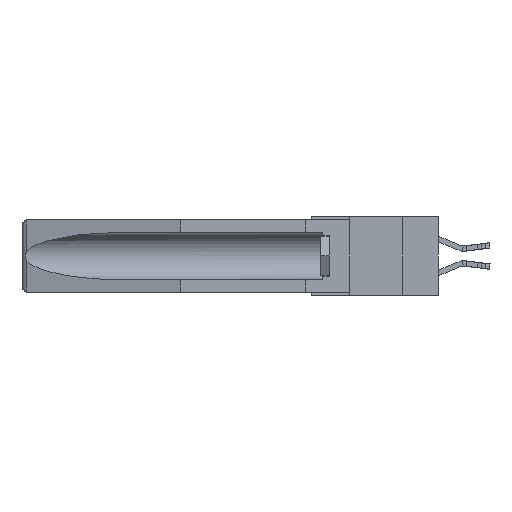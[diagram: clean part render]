
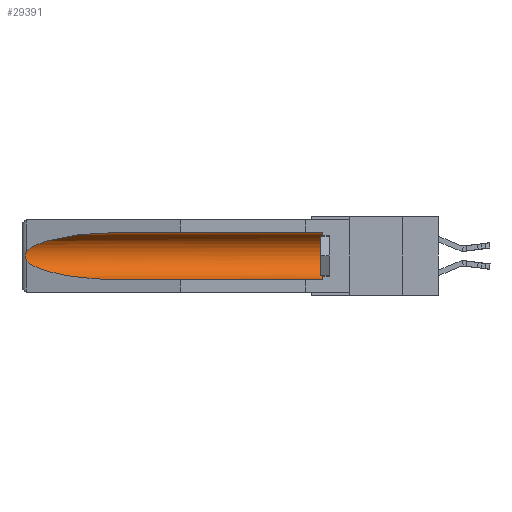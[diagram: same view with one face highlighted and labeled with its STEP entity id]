
A CAD part, left-side view. The second image highlights one B-rep face of the part: STEP entity #29391.
In plain terms, the highlighted cylindrical face has radius 2.857 mm (diameter 5.715 mm), a partial arc.
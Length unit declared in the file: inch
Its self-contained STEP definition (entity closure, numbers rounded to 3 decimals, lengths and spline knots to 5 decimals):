
#1223 = ORIENTED_EDGE ( 'NONE', *, *, #25290, .T. ) ;
#1294 = CARTESIAN_POINT ( 'NONE',  ( 0.155, -0.30754, -0.059 ) ) ;
#1403 = EDGE_CURVE ( 'NONE', #18842, #19703, #19056, .T. ) ;
#1658 = AXIS2_PLACEMENT_3D ( 'NONE', #2101, #28632, #26270 ) ;
#2095 = CARTESIAN_POINT ( 'NONE',  ( 0.26537, 1.52718, -0.14972 ) ) ;
#2101 = CARTESIAN_POINT ( 'NONE',  ( 0.155, -0.30754, -0.1715 ) ) ;
#2368 = CARTESIAN_POINT ( 'NONE',  ( 0.26597, 1.5296, -0.19026 ) ) ;
#3430 =( BOUNDED_CURVE ( )  B_SPLINE_CURVE ( 3, ( #14479, #21919, #26760, #24502 ),
 .UNSPECIFIED., .F., .F. ) 
 B_SPLINE_CURVE_WITH_KNOTS ( ( 4, 4 ),
 ( 4.71239, 6.08839 ),
 .UNSPECIFIED. ) 
 CURVE ( )  GEOMETRIC_REPRESENTATION_ITEM ( )  RATIONAL_B_SPLINE_CURVE ( ( 1., 0.848, 0.848, 1. ) ) 
 REPRESENTATION_ITEM ( '' )  );
#3777 = LINE ( 'NONE', #21238, #20145 ) ;
#5793 =( BOUNDED_CURVE ( )  B_SPLINE_CURVE ( 3, ( #10960, #6332, #9985, #27353 ),
 .UNSPECIFIED., .F., .F. ) 
 B_SPLINE_CURVE_WITH_KNOTS ( ( 4, 4 ),
 ( 0.1948, 1.5708 ),
 .UNSPECIFIED. ) 
 CURVE ( )  GEOMETRIC_REPRESENTATION_ITEM ( )  RATIONAL_B_SPLINE_CURVE ( ( 1., 0.848, 0.848, 1. ) ) 
 REPRESENTATION_ITEM ( '' )  );
#6332 = CARTESIAN_POINT ( 'NONE',  ( 0.25451, 1.48313, -0.24835 ) ) ;
#6724 = EDGE_CURVE ( 'NONE', #19954, #27462, #30787, .T. ) ;
#6991 = CARTESIAN_POINT ( 'NONE',  ( 0.2675, 1.53308, -0.16763 ) ) ;
#7030 = CARTESIAN_POINT ( 'NONE',  ( 0.155, 0.126, -0.059 ) ) ;
#9985 = CARTESIAN_POINT ( 'NONE',  ( 0.21114, 1.30732, -0.284 ) ) ;
#10960 = CARTESIAN_POINT ( 'NONE',  ( 0.26537, 1.52718, -0.19328 ) ) ;
#12089 = VECTOR ( 'NONE', #25253, 39.37008 ) ;
#13277 = ORIENTED_EDGE ( 'NONE', *, *, #26629, .F. ) ;
#13422 = ORIENTED_EDGE ( 'NONE', *, *, #18583, .T. ) ;
#14479 = CARTESIAN_POINT ( 'NONE',  ( 0.155, 1.07973, -0.059 ) ) ;
#15110 = VERTEX_POINT ( 'NONE', #20326 ) ;
#15673 = DIRECTION ( 'NONE',  ( 0., -1., 0. ) ) ;
#16211 = FACE_OUTER_BOUND ( 'NONE', #26578, .T. ) ;
#16299 = ORIENTED_EDGE ( 'NONE', *, *, #1403, .T. ) ;
#16675 = CARTESIAN_POINT ( 'NONE',  ( 0.26537, 1.52718, -0.14972 ) ) ;
#16782 = CARTESIAN_POINT ( 'NONE',  ( 0.2675, 1.53308, -0.17534 ) ) ;
#18583 = EDGE_CURVE ( 'NONE', #19703, #27110, #5793, .T. ) ;
#18842 = VERTEX_POINT ( 'NONE', #2095 ) ;
#19028 = CARTESIAN_POINT ( 'NONE',  ( 0.26654, 1.53092, -0.15636 ) ) ;
#19056 = B_SPLINE_CURVE_WITH_KNOTS ( 'NONE', 3,
 ( #16675, #21586, #19028, #31618, #6991, #16782, #21490, #21685, #2368, #24149 ),
 .UNSPECIFIED., .F., .F.,
 ( 4, 2, 2, 2, 4 ),
 ( 0., 0.00029, 0.00058, 0.00087, 0.00117 ),
 .UNSPECIFIED. ) ;
#19703 = VERTEX_POINT ( 'NONE', #20353 ) ;
#19954 = VERTEX_POINT ( 'NONE', #7030 ) ;
#20145 = VECTOR ( 'NONE', #26288, 39.37008 ) ;
#20326 = CARTESIAN_POINT ( 'NONE',  ( 0.155, 0.126, -0.284 ) ) ;
#20353 = CARTESIAN_POINT ( 'NONE',  ( 0.26537, 1.52718, -0.19328 ) ) ;
#20372 = CYLINDRICAL_SURFACE ( 'NONE', #1658, 0.1125 ) ;
#21238 = CARTESIAN_POINT ( 'NONE',  ( 0.155, -0.30754, -0.284 ) ) ;
#21490 = CARTESIAN_POINT ( 'NONE',  ( 0.2673, 1.53269, -0.17917 ) ) ;
#21586 = CARTESIAN_POINT ( 'NONE',  ( 0.26597, 1.52961, -0.15275 ) ) ;
#21685 = CARTESIAN_POINT ( 'NONE',  ( 0.26655, 1.53094, -0.18657 ) ) ;
#21919 = CARTESIAN_POINT ( 'NONE',  ( 0.21114, 1.30732, -0.059 ) ) ;
#22559 = ORIENTED_EDGE ( 'NONE', *, *, #6724, .T. ) ;
#23296 = CIRCLE ( 'NONE', #28884, 0.1125 ) ;
#23533 = EDGE_CURVE ( 'NONE', #15110, #19954, #23296, .T. ) ;
#24149 = CARTESIAN_POINT ( 'NONE',  ( 0.26537, 1.52718, -0.19328 ) ) ;
#24502 = CARTESIAN_POINT ( 'NONE',  ( 0.26537, 1.52718, -0.14972 ) ) ;
#24709 = CARTESIAN_POINT ( 'NONE',  ( 0.155, 1.07973, -0.059 ) ) ;
#24957 = ORIENTED_EDGE ( 'NONE', *, *, #23533, .T. ) ;
#25253 = DIRECTION ( 'NONE',  ( 0., 1., 0. ) ) ;
#25290 = EDGE_CURVE ( 'NONE', #27462, #18842, #3430, .T. ) ;
#25642 = CARTESIAN_POINT ( 'NONE',  ( 0.155, 0.126, -0.1715 ) ) ;
#26270 = DIRECTION ( 'NONE',  ( 0., 0., 1. ) ) ;
#26288 = DIRECTION ( 'NONE',  ( 0., 1., 0. ) ) ;
#26578 = EDGE_LOOP ( 'NONE', ( #1223, #16299, #13422, #13277, #24957, #22559 ) ) ;
#26629 = EDGE_CURVE ( 'NONE', #15110, #27110, #3777, .T. ) ;
#26760 = CARTESIAN_POINT ( 'NONE',  ( 0.25451, 1.48313, -0.09465 ) ) ;
#27110 = VERTEX_POINT ( 'NONE', #31043 ) ;
#27353 = CARTESIAN_POINT ( 'NONE',  ( 0.155, 1.07973, -0.284 ) ) ;
#27462 = VERTEX_POINT ( 'NONE', #24709 ) ;
#27882 = DIRECTION ( 'NONE',  ( 0., 0., 1. ) ) ;
#28632 = DIRECTION ( 'NONE',  ( 0., 1., 0. ) ) ;
#28884 = AXIS2_PLACEMENT_3D ( 'NONE', #25642, #15673, #27882 ) ;
#29391 = ADVANCED_FACE ( 'NONE', ( #16211 ), #20372, .F. ) ;
#30787 = LINE ( 'NONE', #1294, #12089 ) ;
#31043 = CARTESIAN_POINT ( 'NONE',  ( 0.155, 1.07973, -0.284 ) ) ;
#31618 = CARTESIAN_POINT ( 'NONE',  ( 0.2673, 1.5327, -0.16383 ) ) ;
